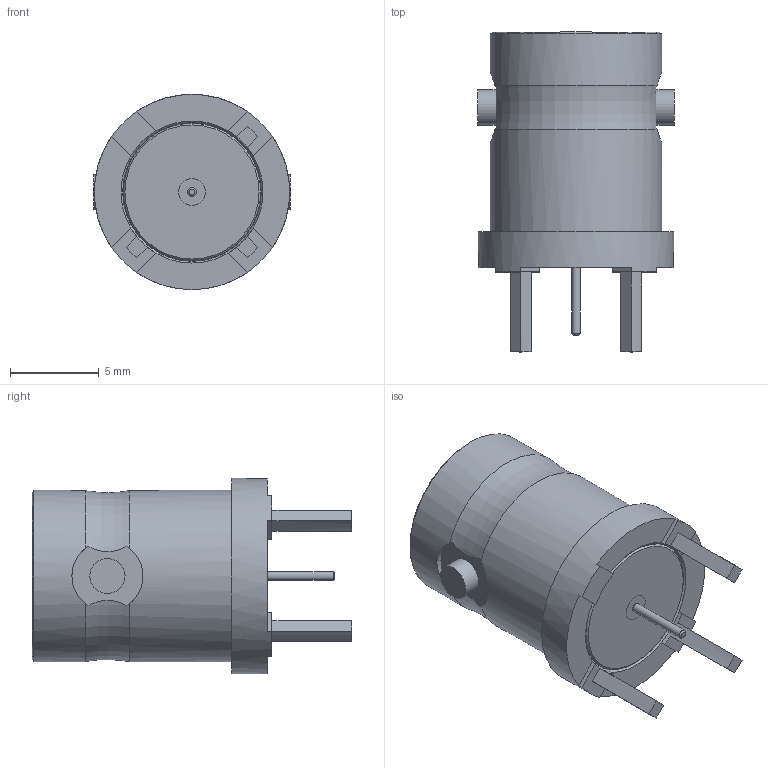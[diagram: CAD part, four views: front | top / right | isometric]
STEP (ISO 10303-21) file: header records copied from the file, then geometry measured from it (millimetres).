
FILE_DESCRIPTION (( 'STEP AP203' ), '1' );
FILE_NAME ('FMCN0010_3D.step', '2021-12-13T18:15:00', ( '' ), ( '' ), 'SwSTEP 2.0', 'SolidWorks 2021', '' );
FILE_SCHEMA (( 'CONFIG_CONTROL_DESIGN' ));
Length unit declared in the file: inch
Products named in the file (5): _BNC7T-J-P-GN-ST-TH1_i^BNC7T-J-P-GN-ST-TH1(2)_FMCN0010; FMCN0010_3D; _BNC7T-J-P-GN-ST-TH1_p^BNC7T-J-P-GN-ST-TH1(2)_FMCN0010; BNC7T-J-P-GN-ST-TH1(2)^FMCN0010; _BNC7T-J-P-GN-ST-TH1_s^BNC7T-J-P-GN-ST-TH1(2)_FMCN0010
Assembly tree (4 placements, depth 3):
  FMCN0010_3D
    BNC7T-J-P-GN-ST-TH1(2)^FMCN0010
      _BNC7T-J-P-GN-ST-TH1_s^BNC7T-J-P-GN-ST-TH1(2)_FMCN0010
      _BNC7T-J-P-GN-ST-TH1_i^BNC7T-J-P-GN-ST-TH1(2)_FMCN0010
      _BNC7T-J-P-GN-ST-TH1_p^BNC7T-J-P-GN-ST-TH1(2)_FMCN0010
Bounding box: 11.07 x 18 x 11 mm (x, y, z)
Volume: 566 mm3; surface area: 1215.3 mm2
Topology: 3 solids, 3 shells, 99 faces, 230 edges, 142 vertices
Faces by surface type: plane 54, cylinder 26, cone 17, torus 2
Full cylindrical faces by diameter (mm): 0.5 x1, 1.42 x1, 1.5 x2, 1.895 x1, 1.98 x2, 2.1 x1, 7.1 x1, 7.75 x1, 7.8 x1, 8.13 x1, 9.65 x2, 11 x1
Entity records: 3452 total; most frequent: CARTESIAN_POINT 788, DIRECTION 476, ORIENTED_EDGE 398, AXIS2_PLACEMENT_3D 202, EDGE_CURVE 199, VERTEX_POINT 135, EDGE_LOOP 132, FACE_OUTER_BOUND 114
